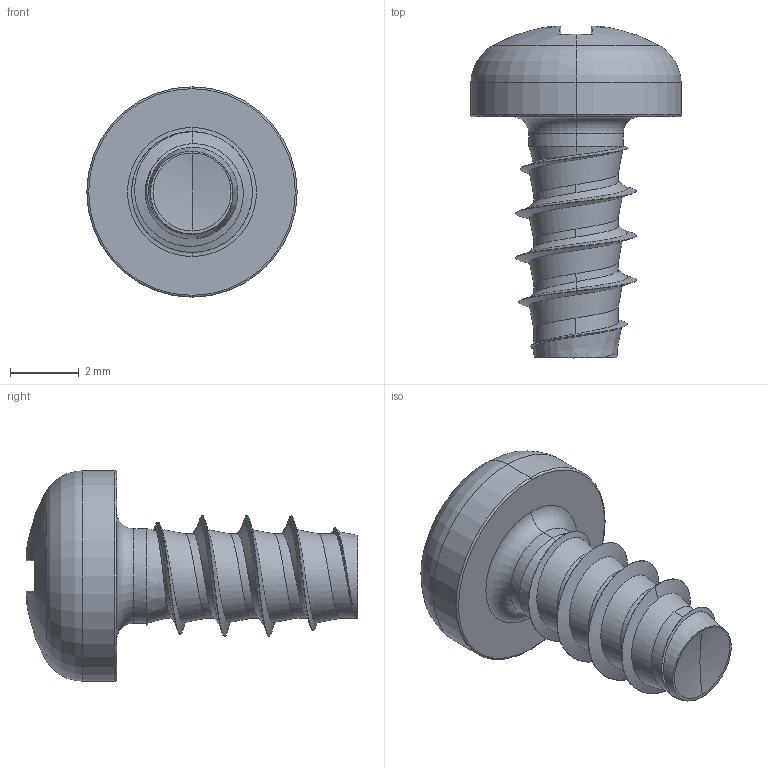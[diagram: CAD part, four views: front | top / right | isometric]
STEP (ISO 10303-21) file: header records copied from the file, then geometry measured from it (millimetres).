
FILE_DESCRIPTION (( 'STEP AP203' ), '1' );
FILE_NAME ('STP220350070.STEP', '2017-08-15T02:53:10', ( '' ), ( '' ), 'SwSTEP 2.0', 'SolidWorks 2015', '' );
FILE_SCHEMA (( 'CONFIG_CONTROL_DESIGN' ));
Length unit declared in the file: millimetre
Products named in the file (1): STP220350070
Bounding box: 6.1 x 9.63 x 6.1 mm (x, y, z)
Volume: 94.5 mm3; surface area: 182.7 mm2
Topology: 1 solids, 1 shells, 186 faces, 443 edges, 259 vertices
Faces by surface type: bspline 55, torus 36, cylinder 36, plane 30, sphere 20, cone 9
Entity records: 13529 total; most frequent: CARTESIAN_POINT 9627, ORIENTED_EDGE 882, DIRECTION 725, EDGE_CURVE 441, AXIS2_PLACEMENT_3D 322, VERTEX_POINT 259, CIRCLE 190, EDGE_LOOP 188
